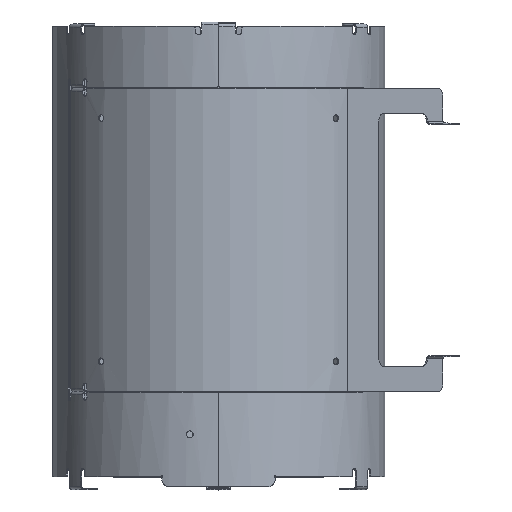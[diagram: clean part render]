
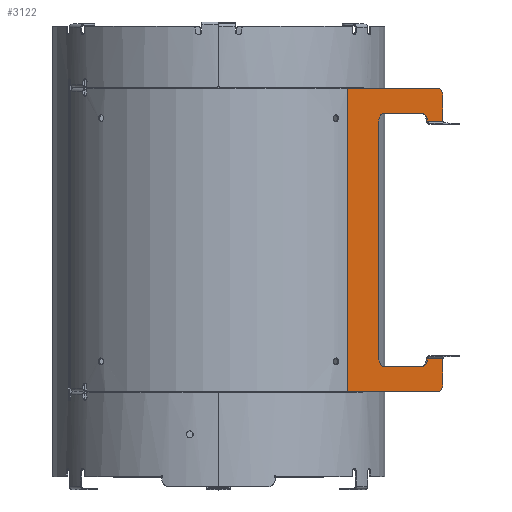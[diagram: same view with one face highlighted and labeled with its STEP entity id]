
A CAD part, top view. The second image highlights one B-rep face of the part: STEP entity #3122.
In plain terms, the highlighted planar face has unit normal (0.775, 0, 0.632).
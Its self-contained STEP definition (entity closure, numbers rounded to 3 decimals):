
#552=CARTESIAN_POINT('',(136.132,501.425,-7.549));
#553=VERTEX_POINT('',#552);
#560=CARTESIAN_POINT('',(132.974,496.425,-3.673));
#561=VERTEX_POINT('',#560);
#562=CARTESIAN_POINT('',(132.974,501.425,-3.673));
#563=DIRECTION('',(-0.775,0.,-0.632));
#564=DIRECTION('',(-0.632,-0.,0.775));
#565=AXIS2_PLACEMENT_3D('',#562,#563,#564);
#566=CIRCLE('',#565,5.);
#567=EDGE_CURVE('',#553,#561,#566,.T.);
#593=CARTESIAN_POINT('',(136.132,516.409,-7.549));
#594=VERTEX_POINT('',#593);
#602=CARTESIAN_POINT('',(136.132,516.409,-7.549));
#603=DIRECTION('',(-0.,-1.,-0.));
#604=VECTOR('',#603,14.984);
#605=LINE('',#602,#604);
#606=EDGE_CURVE('',#594,#553,#605,.T.);
#628=CARTESIAN_POINT('',(126.657,516.409,4.079));
#629=VERTEX_POINT('',#628);
#637=CARTESIAN_POINT('',(126.657,516.409,4.079));
#638=DIRECTION('',(0.632,0.,-0.775));
#639=VECTOR('',#638,15.);
#640=LINE('',#637,#639);
#641=EDGE_CURVE('',#629,#594,#640,.T.);
#679=CARTESIAN_POINT('',(123.498,511.425,7.955));
#680=VERTEX_POINT('',#679);
#687=CARTESIAN_POINT('',(123.498,516.425,7.955));
#688=DIRECTION('',(0.775,-0.,0.632));
#689=DIRECTION('',(-0.632,-0.,0.775));
#690=AXIS2_PLACEMENT_3D('',#687,#688,#689);
#691=CIRCLE('',#690,5.);
#692=EDGE_CURVE('',#680,#629,#691,.T.);
#713=CARTESIAN_POINT('',(100.42,511.425,36.276));
#714=VERTEX_POINT('',#713);
#721=CARTESIAN_POINT('',(100.42,511.425,36.276));
#722=DIRECTION('',(0.632,0.,-0.775));
#723=VECTOR('',#722,36.533);
#724=LINE('',#721,#723);
#725=EDGE_CURVE('',#714,#680,#724,.T.);
#1836=CARTESIAN_POINT('',(78.111,496.425,63.652));
#1837=VERTEX_POINT('',#1836);
#1838=CARTESIAN_POINT('',(132.974,496.425,-3.673));
#1839=DIRECTION('',(-0.632,0.,0.775));
#1840=VECTOR('',#1839,86.848);
#1841=LINE('',#1838,#1840);
#1842=EDGE_CURVE('',#561,#1837,#1841,.T.);
#1918=CARTESIAN_POINT('',(97.261,516.425,40.152));
#1919=VERTEX_POINT('',#1918);
#1926=CARTESIAN_POINT('',(100.42,516.425,36.276));
#1927=DIRECTION('',(0.775,-0.,0.632));
#1928=DIRECTION('',(-0.632,-0.,0.775));
#1929=AXIS2_PLACEMENT_3D('',#1926,#1927,#1928);
#1930=CIRCLE('',#1929,5.);
#1931=EDGE_CURVE('',#1919,#714,#1930,.T.);
#1942=CARTESIAN_POINT('',(97.261,660.275,40.152));
#1943=VERTEX_POINT('',#1942);
#1944=CARTESIAN_POINT('',(97.261,660.275,40.152));
#1945=DIRECTION('',(-0.,-1.,-0.));
#1946=VECTOR('',#1945,143.85);
#1947=LINE('',#1944,#1946);
#1948=EDGE_CURVE('',#1943,#1919,#1947,.T.);
#2011=CARTESIAN_POINT('',(78.111,680.275,63.652));
#2012=VERTEX_POINT('',#2011);
#2013=CARTESIAN_POINT('',(78.111,680.275,63.652));
#2014=DIRECTION('',(-0.,-1.,-0.));
#2015=VECTOR('',#2014,183.85);
#2016=LINE('',#2013,#2015);
#2017=EDGE_CURVE('',#2012,#1837,#2016,.T.);
#3049=CARTESIAN_POINT('',(97.694,719.516,39.621));
#3050=DIRECTION('',(-0.775,0.,-0.632));
#3051=DIRECTION('',(-0.632,0.,0.775));
#3052=AXIS2_PLACEMENT_3D('',#3049,#3050,#3051);
#3053=PLANE('',#3052);
#3054=ORIENTED_EDGE('',*,*,#2017,.T.);
#3055=ORIENTED_EDGE('',*,*,#1842,.F.);
#3056=ORIENTED_EDGE('',*,*,#567,.F.);
#3057=ORIENTED_EDGE('',*,*,#606,.F.);
#3058=ORIENTED_EDGE('',*,*,#641,.F.);
#3059=ORIENTED_EDGE('',*,*,#692,.F.);
#3060=ORIENTED_EDGE('',*,*,#725,.F.);
#3061=ORIENTED_EDGE('',*,*,#1931,.F.);
#3062=ORIENTED_EDGE('',*,*,#1948,.F.);
#3063=CARTESIAN_POINT('',(100.42,665.275,36.276));
#3064=VERTEX_POINT('',#3063);
#3065=CARTESIAN_POINT('',(100.42,660.275,36.276));
#3066=DIRECTION('',(-0.775,0.,-0.632));
#3067=DIRECTION('',(-0.632,-0.,0.775));
#3068=AXIS2_PLACEMENT_3D('',#3065,#3066,#3067);
#3069=CIRCLE('',#3068,5.);
#3070=EDGE_CURVE('',#1943,#3064,#3069,.T.);
#3071=ORIENTED_EDGE('',*,*,#3070,.T.);
#3072=CARTESIAN_POINT('',(123.498,665.275,7.955));
#3073=VERTEX_POINT('',#3072);
#3074=CARTESIAN_POINT('',(100.42,665.275,36.276));
#3075=DIRECTION('',(0.632,-0.,-0.775));
#3076=VECTOR('',#3075,36.533);
#3077=LINE('',#3074,#3076);
#3078=EDGE_CURVE('',#3064,#3073,#3077,.T.);
#3079=ORIENTED_EDGE('',*,*,#3078,.T.);
#3080=CARTESIAN_POINT('',(126.657,660.291,4.079));
#3081=VERTEX_POINT('',#3080);
#3082=CARTESIAN_POINT('',(123.498,660.275,7.955));
#3083=DIRECTION('',(-0.775,0.,-0.632));
#3084=DIRECTION('',(-0.632,-0.,0.775));
#3085=AXIS2_PLACEMENT_3D('',#3082,#3083,#3084);
#3086=CIRCLE('',#3085,5.);
#3087=EDGE_CURVE('',#3073,#3081,#3086,.T.);
#3088=ORIENTED_EDGE('',*,*,#3087,.T.);
#3089=CARTESIAN_POINT('',(136.132,660.291,-7.549));
#3090=VERTEX_POINT('',#3089);
#3091=CARTESIAN_POINT('',(126.657,660.291,4.079));
#3092=DIRECTION('',(0.632,-0.,-0.775));
#3093=VECTOR('',#3092,15.);
#3094=LINE('',#3091,#3093);
#3095=EDGE_CURVE('',#3081,#3090,#3094,.T.);
#3096=ORIENTED_EDGE('',*,*,#3095,.T.);
#3097=CARTESIAN_POINT('',(136.132,675.275,-7.549));
#3098=VERTEX_POINT('',#3097);
#3099=CARTESIAN_POINT('',(136.132,660.291,-7.549));
#3100=DIRECTION('',(0.,1.,0.));
#3101=VECTOR('',#3100,14.984);
#3102=LINE('',#3099,#3101);
#3103=EDGE_CURVE('',#3090,#3098,#3102,.T.);
#3104=ORIENTED_EDGE('',*,*,#3103,.T.);
#3105=CARTESIAN_POINT('',(132.974,680.275,-3.673));
#3106=VERTEX_POINT('',#3105);
#3107=CARTESIAN_POINT('',(132.974,675.275,-3.673));
#3108=DIRECTION('',(0.775,-0.,0.632));
#3109=DIRECTION('',(-0.632,-0.,0.775));
#3110=AXIS2_PLACEMENT_3D('',#3107,#3108,#3109);
#3111=CIRCLE('',#3110,5.);
#3112=EDGE_CURVE('',#3098,#3106,#3111,.T.);
#3113=ORIENTED_EDGE('',*,*,#3112,.T.);
#3114=CARTESIAN_POINT('',(132.974,680.275,-3.673));
#3115=DIRECTION('',(-0.632,-0.,0.775));
#3116=VECTOR('',#3115,86.848);
#3117=LINE('',#3114,#3116);
#3118=EDGE_CURVE('',#3106,#2012,#3117,.T.);
#3119=ORIENTED_EDGE('',*,*,#3118,.T.);
#3120=EDGE_LOOP('',(#3054,#3055,#3056,#3057,#3058,#3059,#3060,#3061,#3062,#3071,#3079,#3088,#3096,#3104,#3113,#3119));
#3121=FACE_BOUND('',#3120,.T.);
#3122=ADVANCED_FACE('',(#3121),#3053,.F.);
